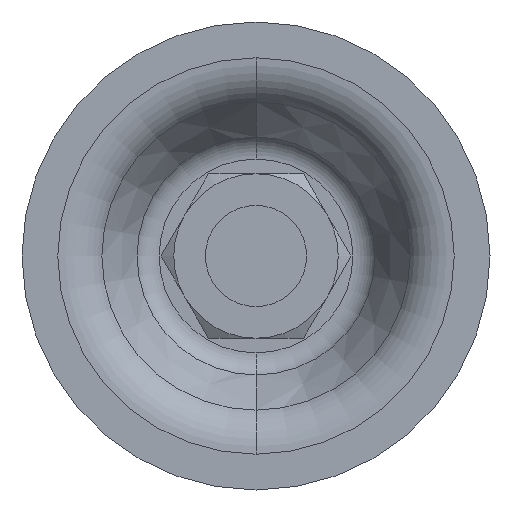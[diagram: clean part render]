
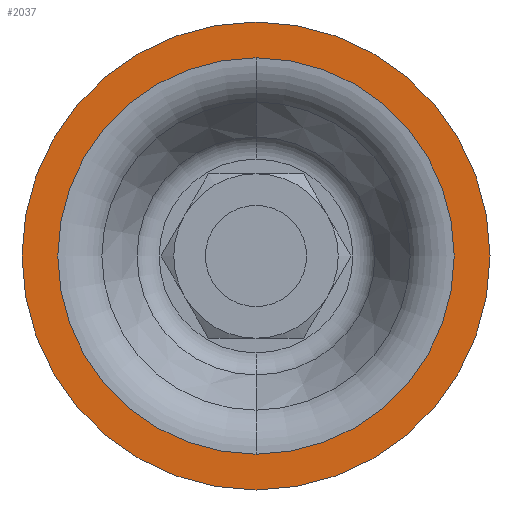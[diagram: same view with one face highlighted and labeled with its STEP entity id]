
A CAD part, front view. The second image highlights one B-rep face of the part: STEP entity #2037.
In plain terms, the highlighted planar face has unit normal (0, -1, 0).
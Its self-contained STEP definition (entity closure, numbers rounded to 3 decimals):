
#17 = AXIS2_PLACEMENT_3D ( 'NONE', #1736, #519, #1947 ) ;
#65 = FACE_BOUND ( 'NONE', #1972, .T. ) ;
#133 = DIRECTION ( 'NONE',  ( 0., 1., 0. ) ) ;
#149 = VERTEX_POINT ( 'NONE', #326 ) ;
#177 = ORIENTED_EDGE ( 'NONE', *, *, #2420, .F. ) ;
#313 = EDGE_CURVE ( 'NONE', #604, #149, #1616, .T. ) ;
#326 = CARTESIAN_POINT ( 'NONE',  ( 0., -10., 15.67 ) ) ;
#332 = CARTESIAN_POINT ( 'NONE',  ( 0., -10., 0. ) ) ;
#457 = CARTESIAN_POINT ( 'NONE',  ( -15.67, -10., 0. ) ) ;
#519 = DIRECTION ( 'NONE',  ( 0., 1., 0. ) ) ;
#551 = EDGE_CURVE ( 'NONE', #149, #604, #752, .T. ) ;
#604 = VERTEX_POINT ( 'NONE', #1758 ) ;
#652 = VERTEX_POINT ( 'NONE', #2314 ) ;
#733 = DIRECTION ( 'NONE',  ( 0., 0., 1. ) ) ;
#752 = CIRCLE ( 'NONE', #2370, 15.67 ) ;
#989 = EDGE_LOOP ( 'NONE', ( #177, #1978 ) ) ;
#1011 = CIRCLE ( 'NONE', #1451, 18.5 ) ;
#1056 = EDGE_CURVE ( 'NONE', #652, #1692, #1011, .T. ) ;
#1066 = PLANE ( 'NONE',  #1695 ) ;
#1070 = CIRCLE ( 'NONE', #2215, 18.5 ) ;
#1080 = DIRECTION ( 'NONE',  ( 0., -1., 0. ) ) ;
#1119 = CARTESIAN_POINT ( 'NONE',  ( 0., -10., 0. ) ) ;
#1320 = DIRECTION ( 'NONE',  ( 0., 0., 1. ) ) ;
#1374 = CARTESIAN_POINT ( 'NONE',  ( 0., -10., 0. ) ) ;
#1451 = AXIS2_PLACEMENT_3D ( 'NONE', #332, #2574, #733 ) ;
#1574 = DIRECTION ( 'NONE',  ( 0., 0., 1. ) ) ;
#1616 = CIRCLE ( 'NONE', #17, 15.67 ) ;
#1653 = FACE_OUTER_BOUND ( 'NONE', #989, .T. ) ;
#1683 = ORIENTED_EDGE ( 'NONE', *, *, #551, .T. ) ;
#1692 = VERTEX_POINT ( 'NONE', #2456 ) ;
#1695 = AXIS2_PLACEMENT_3D ( 'NONE', #457, #1080, #2504 ) ;
#1727 = ORIENTED_EDGE ( 'NONE', *, *, #313, .T. ) ;
#1736 = CARTESIAN_POINT ( 'NONE',  ( 0., -10., 0. ) ) ;
#1758 = CARTESIAN_POINT ( 'NONE',  ( 0., -10., -15.67 ) ) ;
#1947 = DIRECTION ( 'NONE',  ( 0., 0., 1. ) ) ;
#1972 = EDGE_LOOP ( 'NONE', ( #1683, #1727 ) ) ;
#1978 = ORIENTED_EDGE ( 'NONE', *, *, #1056, .F. ) ;
#2037 = ADVANCED_FACE ( 'NONE', ( #65, #1653 ), #1066, .T. ) ;
#2215 = AXIS2_PLACEMENT_3D ( 'NONE', #1374, #133, #1574 ) ;
#2314 = CARTESIAN_POINT ( 'NONE',  ( 0., -10., -18.5 ) ) ;
#2370 = AXIS2_PLACEMENT_3D ( 'NONE', #1119, #2560, #1320 ) ;
#2420 = EDGE_CURVE ( 'NONE', #1692, #652, #1070, .T. ) ;
#2456 = CARTESIAN_POINT ( 'NONE',  ( 0., -10., 18.5 ) ) ;
#2504 = DIRECTION ( 'NONE',  ( 0., 0., -1. ) ) ;
#2560 = DIRECTION ( 'NONE',  ( 0., 1., 0. ) ) ;
#2574 = DIRECTION ( 'NONE',  ( 0., 1., 0. ) ) ;
